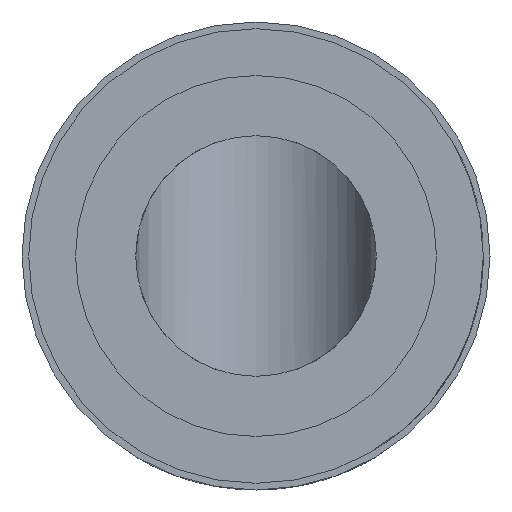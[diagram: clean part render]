
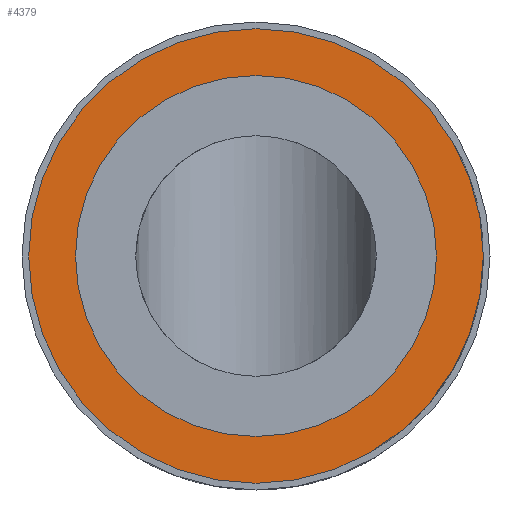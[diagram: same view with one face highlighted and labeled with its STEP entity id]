
A CAD part, front view. The second image highlights one B-rep face of the part: STEP entity #4379.
In plain terms, the highlighted planar face has unit normal (0, -1, 0).
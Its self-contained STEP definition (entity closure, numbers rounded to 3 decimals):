
#33 = VERTEX_POINT ( 'NONE', #6198 ) ;
#310 = EDGE_LOOP ( 'NONE', ( #5370, #1004 ) ) ;
#444 = EDGE_CURVE ( 'NONE', #3307, #3416, #5058, .T. ) ;
#712 = CARTESIAN_POINT ( 'NONE',  ( 0., 0., -8.5 ) ) ;
#1004 = ORIENTED_EDGE ( 'NONE', *, *, #444, .T. ) ;
#1189 = FACE_BOUND ( 'NONE', #4708, .T. ) ;
#1219 = CARTESIAN_POINT ( 'NONE',  ( 0., 0., 0. ) ) ;
#1340 = DIRECTION ( 'NONE',  ( 0., 0., -1. ) ) ;
#1418 = DIRECTION ( 'NONE',  ( 0., 0., -1. ) ) ;
#1828 = CARTESIAN_POINT ( 'NONE',  ( 0., 0., 6.75 ) ) ;
#2196 = AXIS2_PLACEMENT_3D ( 'NONE', #4695, #2511, #1418 ) ;
#2322 = DIRECTION ( 'NONE',  ( 0., -1., 0. ) ) ;
#2506 = ORIENTED_EDGE ( 'NONE', *, *, #2531, .F. ) ;
#2511 = DIRECTION ( 'NONE',  ( 0., -1., 0. ) ) ;
#2531 = EDGE_CURVE ( 'NONE', #3779, #33, #3802, .T. ) ;
#2623 = FACE_OUTER_BOUND ( 'NONE', #310, .T. ) ;
#2751 = DIRECTION ( 'NONE',  ( 0., -1., 0. ) ) ;
#3307 = VERTEX_POINT ( 'NONE', #4143 ) ;
#3416 = VERTEX_POINT ( 'NONE', #712 ) ;
#3698 = DIRECTION ( 'NONE',  ( 0., 0., -1. ) ) ;
#3708 = AXIS2_PLACEMENT_3D ( 'NONE', #6483, #5973, #1340 ) ;
#3748 = CARTESIAN_POINT ( 'NONE',  ( 0., 0., 0. ) ) ;
#3779 = VERTEX_POINT ( 'NONE', #1828 ) ;
#3802 = CIRCLE ( 'NONE', #5116, 6.75 ) ;
#3811 = CIRCLE ( 'NONE', #3708, 8.5 ) ;
#3841 = EDGE_CURVE ( 'NONE', #33, #3779, #5324, .T. ) ;
#3904 = DIRECTION ( 'NONE',  ( 0., 0., -1. ) ) ;
#4142 = AXIS2_PLACEMENT_3D ( 'NONE', #1219, #2751, #3698 ) ;
#4143 = CARTESIAN_POINT ( 'NONE',  ( 0., 0., 8.5 ) ) ;
#4258 = CARTESIAN_POINT ( 'NONE',  ( 0., 0., 0. ) ) ;
#4379 = ADVANCED_FACE ( 'NONE', ( #1189, #2623 ), #6270, .T. ) ;
#4695 = CARTESIAN_POINT ( 'NONE',  ( 0., 0., 0. ) ) ;
#4708 = EDGE_LOOP ( 'NONE', ( #5285, #2506 ) ) ;
#5058 = CIRCLE ( 'NONE', #6564, 8.5 ) ;
#5116 = AXIS2_PLACEMENT_3D ( 'NONE', #3748, #5809, #5719 ) ;
#5285 = ORIENTED_EDGE ( 'NONE', *, *, #3841, .F. ) ;
#5324 = CIRCLE ( 'NONE', #2196, 6.75 ) ;
#5370 = ORIENTED_EDGE ( 'NONE', *, *, #6567, .T. ) ;
#5719 = DIRECTION ( 'NONE',  ( 0., 0., -1. ) ) ;
#5809 = DIRECTION ( 'NONE',  ( 0., -1., 0. ) ) ;
#5973 = DIRECTION ( 'NONE',  ( 0., -1., 0. ) ) ;
#6198 = CARTESIAN_POINT ( 'NONE',  ( 0., 0., -6.75 ) ) ;
#6270 = PLANE ( 'NONE',  #4142 ) ;
#6483 = CARTESIAN_POINT ( 'NONE',  ( 0., 0., 0. ) ) ;
#6564 = AXIS2_PLACEMENT_3D ( 'NONE', #4258, #2322, #3904 ) ;
#6567 = EDGE_CURVE ( 'NONE', #3416, #3307, #3811, .T. ) ;
